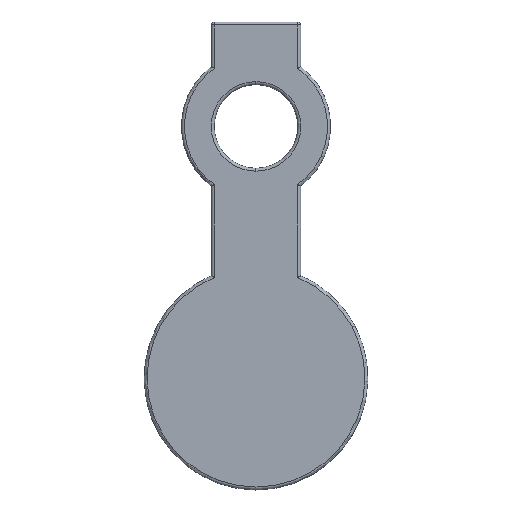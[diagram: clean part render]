
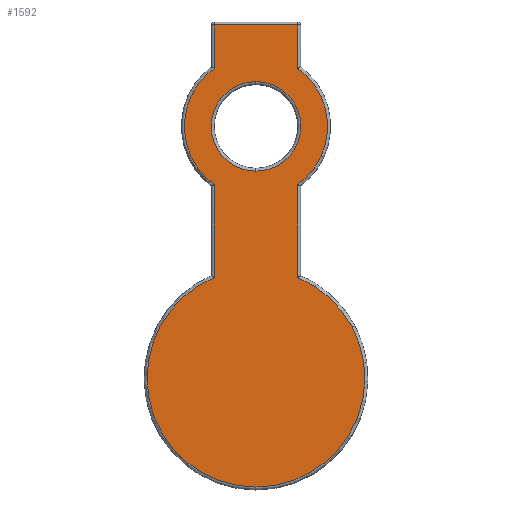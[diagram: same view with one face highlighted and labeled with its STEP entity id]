
A CAD part, front view. The second image highlights one B-rep face of the part: STEP entity #1592.
In plain terms, the highlighted planar face has unit normal (0, -1, 0).
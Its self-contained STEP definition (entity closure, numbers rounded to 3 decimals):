
#3 = CARTESIAN_POINT ( 'NONE',  ( 0., 0., 6.8 ) ) ;
#22 = CIRCLE ( 'NONE', #589, 3. ) ;
#42 = VERTEX_POINT ( 'NONE', #236 ) ;
#55 = EDGE_CURVE ( 'NONE', #1780, #1334, #1459, .T. ) ;
#57 = AXIS2_PLACEMENT_3D ( 'NONE', #1722, #1731, #1393 ) ;
#70 = DIRECTION ( 'NONE',  ( 0., -1., 0. ) ) ;
#77 = DIRECTION ( 'NONE',  ( 0., 0., -1. ) ) ;
#86 = EDGE_CURVE ( 'NONE', #1679, #597, #1333, .T. ) ;
#203 = CIRCLE ( 'NONE', #57, 3. ) ;
#236 = CARTESIAN_POINT ( 'NONE',  ( -2.8, 0., -10.132 ) ) ;
#245 = FACE_OUTER_BOUND ( 'NONE', #1657, .T. ) ;
#315 = DIRECTION ( 'NONE',  ( 0., 0., 1. ) ) ;
#331 = VECTOR ( 'NONE', #1125, 1000. ) ;
#347 = DIRECTION ( 'NONE',  ( -1., 0., 0. ) ) ;
#392 = VERTEX_POINT ( 'NONE', #1898 ) ;
#408 = EDGE_CURVE ( 'NONE', #2162, #1679, #870, .T. ) ;
#589 = AXIS2_PLACEMENT_3D ( 'NONE', #1043, #1726, #1918 ) ;
#597 = VERTEX_POINT ( 'NONE', #2178 ) ;
#682 = CIRCLE ( 'NONE', #1944, 7.3 ) ;
#684 = CARTESIAN_POINT ( 'NONE',  ( 2.8, 0., 3.899 ) ) ;
#685 = EDGE_CURVE ( 'NONE', #752, #2162, #1892, .T. ) ;
#714 = ORIENTED_EDGE ( 'NONE', *, *, #408, .T. ) ;
#752 = VERTEX_POINT ( 'NONE', #942 ) ;
#782 = CARTESIAN_POINT ( 'NONE',  ( 0., 0., -3. ) ) ;
#785 = DIRECTION ( 'NONE',  ( 0., 1., 0. ) ) ;
#827 = EDGE_CURVE ( 'NONE', #1334, #1325, #829, .T. ) ;
#829 = CIRCLE ( 'NONE', #1128, 4.8 ) ;
#870 = LINE ( 'NONE', #1376, #1471 ) ;
#920 = CARTESIAN_POINT ( 'NONE',  ( 2.8, 0., 0. ) ) ;
#939 = VECTOR ( 'NONE', #347, 1000. ) ;
#942 = CARTESIAN_POINT ( 'NONE',  ( 2.8, 0., 6.8 ) ) ;
#949 = ORIENTED_EDGE ( 'NONE', *, *, #86, .T. ) ;
#982 = ORIENTED_EDGE ( 'NONE', *, *, #55, .T. ) ;
#998 = DIRECTION ( 'NONE',  ( 0., -1., 0. ) ) ;
#1007 = EDGE_LOOP ( 'NONE', ( #1435, #1155 ) ) ;
#1011 = CARTESIAN_POINT ( 'NONE',  ( 2.8, 0., -10.132 ) ) ;
#1043 = CARTESIAN_POINT ( 'NONE',  ( 0., 0., 0. ) ) ;
#1056 = ORIENTED_EDGE ( 'NONE', *, *, #1113, .T. ) ;
#1071 = DIRECTION ( 'NONE',  ( 0., 0., 1. ) ) ;
#1086 = FACE_BOUND ( 'NONE', #1007, .T. ) ;
#1113 = EDGE_CURVE ( 'NONE', #42, #1780, #682, .T. ) ;
#1122 = EDGE_CURVE ( 'NONE', #1325, #752, #1457, .T. ) ;
#1125 = DIRECTION ( 'NONE',  ( 0., 0., 1. ) ) ;
#1128 = AXIS2_PLACEMENT_3D ( 'NONE', #1863, #998, #1071 ) ;
#1155 = ORIENTED_EDGE ( 'NONE', *, *, #1505, .T. ) ;
#1156 = CARTESIAN_POINT ( 'NONE',  ( -2.8, 0., 3.899 ) ) ;
#1182 = DIRECTION ( 'NONE',  ( 0., -1., 0. ) ) ;
#1239 = ORIENTED_EDGE ( 'NONE', *, *, #827, .T. ) ;
#1252 = ORIENTED_EDGE ( 'NONE', *, *, #1122, .T. ) ;
#1281 = VECTOR ( 'NONE', #77, 1000. ) ;
#1325 = VERTEX_POINT ( 'NONE', #684 ) ;
#1333 = CIRCLE ( 'NONE', #1577, 4.8 ) ;
#1334 = VERTEX_POINT ( 'NONE', #2101 ) ;
#1376 = CARTESIAN_POINT ( 'NONE',  ( -2.8, 0., 0. ) ) ;
#1393 = DIRECTION ( 'NONE',  ( 0., 0., 1. ) ) ;
#1404 = CARTESIAN_POINT ( 'NONE',  ( -2.8, 0., 6.8 ) ) ;
#1423 = ORIENTED_EDGE ( 'NONE', *, *, #1916, .T. ) ;
#1435 = ORIENTED_EDGE ( 'NONE', *, *, #2119, .T. ) ;
#1457 = LINE ( 'NONE', #920, #2084 ) ;
#1459 = LINE ( 'NONE', #2150, #331 ) ;
#1471 = VECTOR ( 'NONE', #1719, 1000. ) ;
#1480 = DIRECTION ( 'NONE',  ( 0., 0., 1. ) ) ;
#1505 = EDGE_CURVE ( 'NONE', #1971, #392, #22, .T. ) ;
#1577 = AXIS2_PLACEMENT_3D ( 'NONE', #1809, #70, #1821 ) ;
#1592 = ADVANCED_FACE ( 'NONE', ( #1086, #245 ), #2129, .F. ) ;
#1657 = EDGE_LOOP ( 'NONE', ( #714, #949, #1423, #1056, #982, #1239, #1252, #1851 ) ) ;
#1679 = VERTEX_POINT ( 'NONE', #1156 ) ;
#1719 = DIRECTION ( 'NONE',  ( 0., 0., -1. ) ) ;
#1722 = CARTESIAN_POINT ( 'NONE',  ( 0., 0., 0. ) ) ;
#1726 = DIRECTION ( 'NONE',  ( 0., 1., 0. ) ) ;
#1731 = DIRECTION ( 'NONE',  ( 0., 1., 0. ) ) ;
#1780 = VERTEX_POINT ( 'NONE', #1011 ) ;
#1800 = LINE ( 'NONE', #1979, #1281 ) ;
#1809 = CARTESIAN_POINT ( 'NONE',  ( 0., 0., 0. ) ) ;
#1821 = DIRECTION ( 'NONE',  ( 0., 0., 1. ) ) ;
#1851 = ORIENTED_EDGE ( 'NONE', *, *, #685, .T. ) ;
#1856 = CARTESIAN_POINT ( 'NONE',  ( 0., 0., -16.874 ) ) ;
#1857 = AXIS2_PLACEMENT_3D ( 'NONE', #1984, #785, #1480 ) ;
#1863 = CARTESIAN_POINT ( 'NONE',  ( 0., 0., 0. ) ) ;
#1892 = LINE ( 'NONE', #3, #939 ) ;
#1898 = CARTESIAN_POINT ( 'NONE',  ( 0., 0., 3. ) ) ;
#1916 = EDGE_CURVE ( 'NONE', #597, #42, #1800, .T. ) ;
#1918 = DIRECTION ( 'NONE',  ( 0., 0., 1. ) ) ;
#1944 = AXIS2_PLACEMENT_3D ( 'NONE', #1856, #1182, #315 ) ;
#1971 = VERTEX_POINT ( 'NONE', #782 ) ;
#1979 = CARTESIAN_POINT ( 'NONE',  ( -2.8, 0., -10. ) ) ;
#1984 = CARTESIAN_POINT ( 'NONE',  ( 0., 0., 0. ) ) ;
#2084 = VECTOR ( 'NONE', #2163, 1000. ) ;
#2101 = CARTESIAN_POINT ( 'NONE',  ( 2.8, 0., -3.899 ) ) ;
#2119 = EDGE_CURVE ( 'NONE', #392, #1971, #203, .T. ) ;
#2129 = PLANE ( 'NONE',  #1857 ) ;
#2150 = CARTESIAN_POINT ( 'NONE',  ( 2.8, 0., -4. ) ) ;
#2162 = VERTEX_POINT ( 'NONE', #1404 ) ;
#2163 = DIRECTION ( 'NONE',  ( 0., 0., 1. ) ) ;
#2178 = CARTESIAN_POINT ( 'NONE',  ( -2.8, 0., -3.899 ) ) ;
